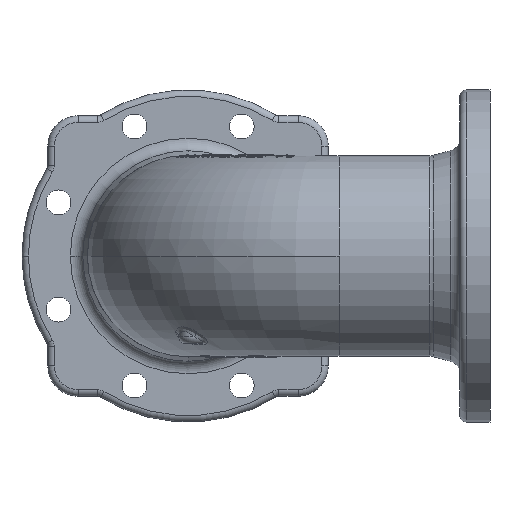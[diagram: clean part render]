
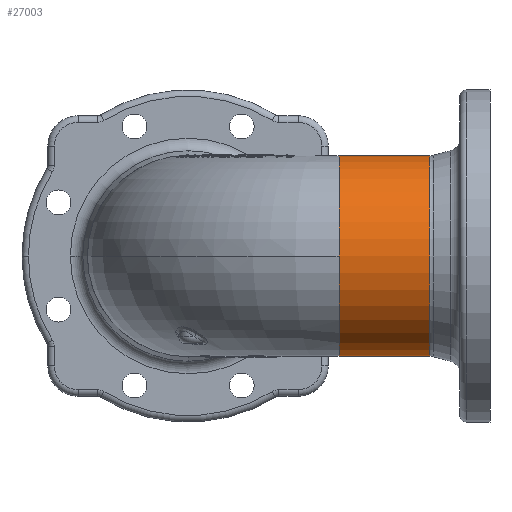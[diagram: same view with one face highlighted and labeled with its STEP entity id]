
A CAD part, left-side view. The second image highlights one B-rep face of the part: STEP entity #27003.
In plain terms, the highlighted cylindrical face has radius 46.5 mm (diameter 93 mm), a partial arc.
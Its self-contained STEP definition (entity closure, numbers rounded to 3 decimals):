
#1559 = CARTESIAN_POINT ( 'NONE',  ( 0., 28., 0. ) ) ;
#1573 = DIRECTION ( 'NONE',  ( 0., 1., 0. ) ) ;
#1574 = DIRECTION ( 'NONE',  ( 0., 0., 1. ) ) ;
#4486 = CARTESIAN_POINT ( 'NONE',  ( 0., 28., -46.5 ) ) ;
#4499 = CARTESIAN_POINT ( 'NONE',  ( -46.5, 28., 0. ) ) ;
#5120 = DIRECTION ( 'NONE',  ( 0., 0., -1. ) ) ;
#5134 = DIRECTION ( 'NONE',  ( 0., -1., 0. ) ) ;
#5138 = CARTESIAN_POINT ( 'NONE',  ( 0., 28., 0. ) ) ;
#5879 = FACE_OUTER_BOUND ( 'NONE', #15705, .T. ) ;
#5880 = CYLINDRICAL_SURFACE ( 'NONE', #18566, 46.5 ) ;
#8273 = EDGE_CURVE ( 'NONE', #25729, #25742, #9766, .T. ) ;
#8410 = EDGE_CURVE ( 'NONE', #13091, #13092, #9952, .T. ) ;
#8453 = EDGE_CURVE ( 'NONE', #12895, #13092, #10003, .T. ) ;
#8455 = EDGE_CURVE ( 'NONE', #25729, #13091, #10005, .T. ) ;
#8507 = EDGE_CURVE ( 'NONE', #25742, #12895, #10071, .T. ) ;
#9766 = CIRCLE ( 'NONE', #17169, 46.5 ) ;
#9952 = CIRCLE ( 'NONE', #17246, 46.5 ) ;
#10003 = LINE ( 'NONE', #25526, #10006 ) ;
#10005 = LINE ( 'NONE', #25531, #10010 ) ;
#10006 = VECTOR ( 'NONE', #25527, 1000. ) ;
#10010 = VECTOR ( 'NONE', #25532, 1000. ) ;
#10071 = CIRCLE ( 'NONE', #17318, 46.5 ) ;
#12895 = VERTEX_POINT ( 'NONE', #19844 ) ;
#13091 = VERTEX_POINT ( 'NONE', #20039 ) ;
#13092 = VERTEX_POINT ( 'NONE', #20040 ) ;
#15705 = EDGE_LOOP ( 'NONE', ( #24231, #24153, #24062, #23932, #24061 ) ) ;
#17169 = AXIS2_PLACEMENT_3D ( 'NONE', #25024, #25025, #25026 ) ;
#17246 = AXIS2_PLACEMENT_3D ( 'NONE', #25410, #25411, #25412 ) ;
#17318 = AXIS2_PLACEMENT_3D ( 'NONE', #1559, #1573, #1574 ) ;
#18566 = AXIS2_PLACEMENT_3D ( 'NONE', #5138, #5134, #5120 ) ;
#19844 = CARTESIAN_POINT ( 'NONE',  ( 0., 28., 46.5 ) ) ;
#20039 = CARTESIAN_POINT ( 'NONE',  ( 0., -14.148, -46.5 ) ) ;
#20040 = CARTESIAN_POINT ( 'NONE',  ( 0., -14.148, 46.5 ) ) ;
#23932 = ORIENTED_EDGE ( 'NONE', *, *, #8455, .T. ) ;
#24061 = ORIENTED_EDGE ( 'NONE', *, *, #8410, .T. ) ;
#24062 = ORIENTED_EDGE ( 'NONE', *, *, #8273, .F. ) ;
#24153 = ORIENTED_EDGE ( 'NONE', *, *, #8507, .F. ) ;
#24231 = ORIENTED_EDGE ( 'NONE', *, *, #8453, .F. ) ;
#25024 = CARTESIAN_POINT ( 'NONE',  ( 0., 28., 0. ) ) ;
#25025 = DIRECTION ( 'NONE',  ( 0., 1., 0. ) ) ;
#25026 = DIRECTION ( 'NONE',  ( 0., 0., 1. ) ) ;
#25410 = CARTESIAN_POINT ( 'NONE',  ( 0., -14.148, 0. ) ) ;
#25411 = DIRECTION ( 'NONE',  ( 0., 1., 0. ) ) ;
#25412 = DIRECTION ( 'NONE',  ( 0., 0., -1. ) ) ;
#25526 = CARTESIAN_POINT ( 'NONE',  ( 0., 28., 46.5 ) ) ;
#25527 = DIRECTION ( 'NONE',  ( 0., -1., 0. ) ) ;
#25531 = CARTESIAN_POINT ( 'NONE',  ( 0., 28., -46.5 ) ) ;
#25532 = DIRECTION ( 'NONE',  ( 0., -1., 0. ) ) ;
#25729 = VERTEX_POINT ( 'NONE', #4486 ) ;
#25742 = VERTEX_POINT ( 'NONE', #4499 ) ;
#27003 = ADVANCED_FACE ( 'NONE', ( #5879 ), #5880, .T. ) ;
